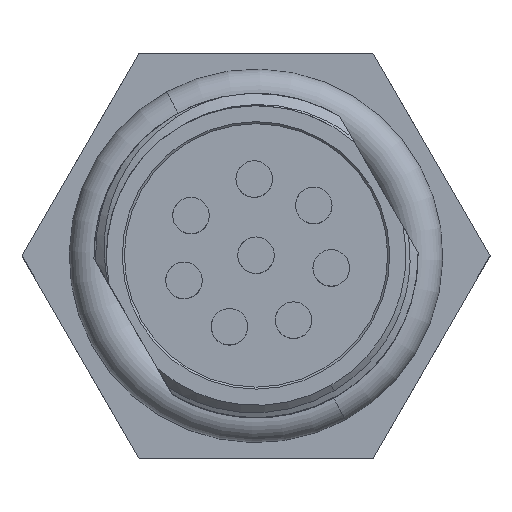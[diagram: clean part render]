
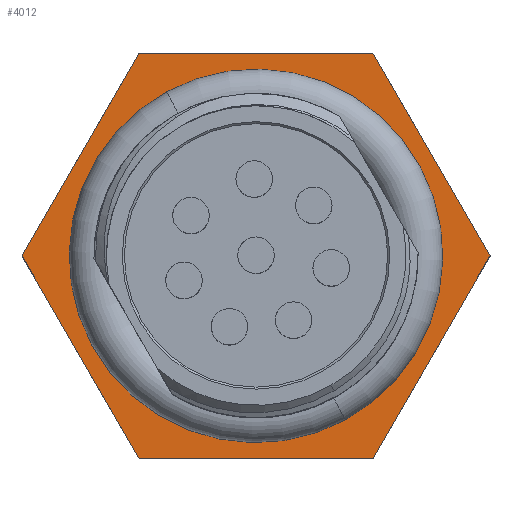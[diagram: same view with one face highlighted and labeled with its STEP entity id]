
A CAD part, top view. The second image highlights one B-rep face of the part: STEP entity #4012.
In plain terms, the highlighted planar face has unit normal (0, 0, 1).
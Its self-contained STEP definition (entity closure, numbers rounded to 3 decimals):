
#3926=AXIS2_PLACEMENT_3D('Plane Axis2P3D',#3923,#3924,#3925) ;
#3980=AXIS2_PLACEMENT_3D('Circle Axis2P3D',#3978,#3979,$) ;
#3989=AXIS2_PLACEMENT_3D('Circle Axis2P3D',#3987,#3988,$) ;
#3996=AXIS2_PLACEMENT_3D('Circle Axis2P3D',#3994,#3995,$) ;
#4003=AXIS2_PLACEMENT_3D('Circle Axis2P3D',#4001,#4002,$) ;
#3923=CARTESIAN_POINT('Axis2P3D Location',(5.774,5.,8.5)) ;
#3928=CARTESIAN_POINT('Line Origine',(10.104,7.5,8.5)) ;
#3932=CARTESIAN_POINT('Vertex',(8.66,10.,8.5)) ;
#3934=CARTESIAN_POINT('Vertex',(11.547,5.,8.5)) ;
#3937=CARTESIAN_POINT('Line Origine',(5.774,10.,8.5)) ;
#3941=CARTESIAN_POINT('Vertex',(2.887,10.,8.5)) ;
#3944=CARTESIAN_POINT('Line Origine',(1.443,7.5,8.5)) ;
#3948=CARTESIAN_POINT('Vertex',(0.,5.,8.5)) ;
#3951=CARTESIAN_POINT('Line Origine',(1.443,2.5,8.5)) ;
#3955=CARTESIAN_POINT('Vertex',(2.887,0.,8.5)) ;
#3958=CARTESIAN_POINT('Line Origine',(5.774,0.,8.5)) ;
#3962=CARTESIAN_POINT('Vertex',(8.66,0.,8.5)) ;
#3965=CARTESIAN_POINT('Line Origine',(10.104,2.5,8.5)) ;
#3978=CARTESIAN_POINT('Axis2P3D Location',(5.774,5.,8.5)) ;
#3982=CARTESIAN_POINT('Vertex',(2.214,2.945,8.5)) ;
#3984=CARTESIAN_POINT('Vertex',(7.829,1.441,8.5)) ;
#3987=CARTESIAN_POINT('Axis2P3D Location',(5.774,5.,8.5)) ;
#3991=CARTESIAN_POINT('Vertex',(3.719,8.559,8.5)) ;
#3994=CARTESIAN_POINT('Axis2P3D Location',(5.774,5.,8.5)) ;
#3998=CARTESIAN_POINT('Vertex',(9.333,7.055,8.5)) ;
#4001=CARTESIAN_POINT('Axis2P3D Location',(5.774,5.,8.5)) ;
#3924=DIRECTION('Axis2P3D Direction',(-0.,0.,1.)) ;
#3925=DIRECTION('Axis2P3D XDirection',(0.5,-0.866,0.)) ;
#3929=DIRECTION('Vector Direction',(0.5,-0.866,0.)) ;
#3938=DIRECTION('Vector Direction',(1.,0.,0.)) ;
#3945=DIRECTION('Vector Direction',(0.5,0.866,0.)) ;
#3952=DIRECTION('Vector Direction',(-0.5,0.866,0.)) ;
#3959=DIRECTION('Vector Direction',(-1.,0.,0.)) ;
#3966=DIRECTION('Vector Direction',(-0.5,-0.866,0.)) ;
#3979=DIRECTION('Axis2P3D Direction',(-0.,0.,1.)) ;
#3988=DIRECTION('Axis2P3D Direction',(-0.,0.,1.)) ;
#3995=DIRECTION('Axis2P3D Direction',(-0.,0.,1.)) ;
#4002=DIRECTION('Axis2P3D Direction',(-0.,0.,1.)) ;
#3930=VECTOR('Line Direction',#3929,1.) ;
#3939=VECTOR('Line Direction',#3938,1.) ;
#3946=VECTOR('Line Direction',#3945,1.) ;
#3953=VECTOR('Line Direction',#3952,1.) ;
#3960=VECTOR('Line Direction',#3959,1.) ;
#3967=VECTOR('Line Direction',#3966,1.) ;
#3971=ORIENTED_EDGE('',*,*,#3936,.F.) ;
#3972=ORIENTED_EDGE('',*,*,#3943,.F.) ;
#3973=ORIENTED_EDGE('',*,*,#3950,.F.) ;
#3974=ORIENTED_EDGE('',*,*,#3957,.F.) ;
#3975=ORIENTED_EDGE('',*,*,#3964,.F.) ;
#3976=ORIENTED_EDGE('',*,*,#3969,.F.) ;
#4007=ORIENTED_EDGE('',*,*,#3986,.F.) ;
#4008=ORIENTED_EDGE('',*,*,#3993,.F.) ;
#4009=ORIENTED_EDGE('',*,*,#4000,.F.) ;
#4010=ORIENTED_EDGE('',*,*,#4005,.F.) ;
#4011=FACE_BOUND('',#4006,.T.) ;
#4012=ADVANCED_FACE('BREP_WITH_VOIDS #40',(#3977,#4011),#3927,.T.) ;
#3981=CIRCLE('generated circle',#3980,4.11) ;
#3990=CIRCLE('generated circle',#3989,4.11) ;
#3997=CIRCLE('generated circle',#3996,4.11) ;
#4004=CIRCLE('generated circle',#4003,4.11) ;
#3936=EDGE_CURVE('',#3933,#3935,#3931,.T.) ;
#3943=EDGE_CURVE('',#3942,#3933,#3940,.T.) ;
#3950=EDGE_CURVE('',#3949,#3942,#3947,.T.) ;
#3957=EDGE_CURVE('',#3956,#3949,#3954,.T.) ;
#3964=EDGE_CURVE('',#3963,#3956,#3961,.T.) ;
#3969=EDGE_CURVE('',#3935,#3963,#3968,.T.) ;
#3986=EDGE_CURVE('',#3983,#3985,#3981,.T.) ;
#3993=EDGE_CURVE('',#3992,#3983,#3990,.T.) ;
#4000=EDGE_CURVE('',#3999,#3992,#3997,.T.) ;
#4005=EDGE_CURVE('',#3985,#3999,#4004,.T.) ;
#3970=EDGE_LOOP('',(#3971,#3972,#3973,#3974,#3975,#3976)) ;
#4006=EDGE_LOOP('',(#4007,#4008,#4009,#4010)) ;
#3977=FACE_OUTER_BOUND('',#3970,.T.) ;
#3931=LINE('Line',#3928,#3930) ;
#3940=LINE('Line',#3937,#3939) ;
#3947=LINE('Line',#3944,#3946) ;
#3954=LINE('Line',#3951,#3953) ;
#3961=LINE('Line',#3958,#3960) ;
#3968=LINE('Line',#3965,#3967) ;
#3927=PLANE('',#3926) ;
#3933=VERTEX_POINT('',#3932) ;
#3935=VERTEX_POINT('',#3934) ;
#3942=VERTEX_POINT('',#3941) ;
#3949=VERTEX_POINT('',#3948) ;
#3956=VERTEX_POINT('',#3955) ;
#3963=VERTEX_POINT('',#3962) ;
#3983=VERTEX_POINT('',#3982) ;
#3985=VERTEX_POINT('',#3984) ;
#3992=VERTEX_POINT('',#3991) ;
#3999=VERTEX_POINT('',#3998) ;
